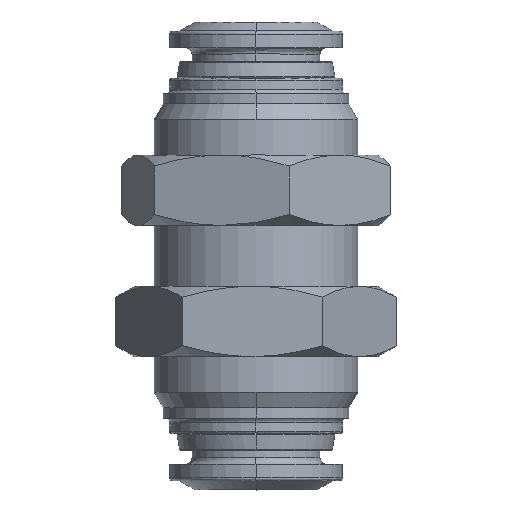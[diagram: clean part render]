
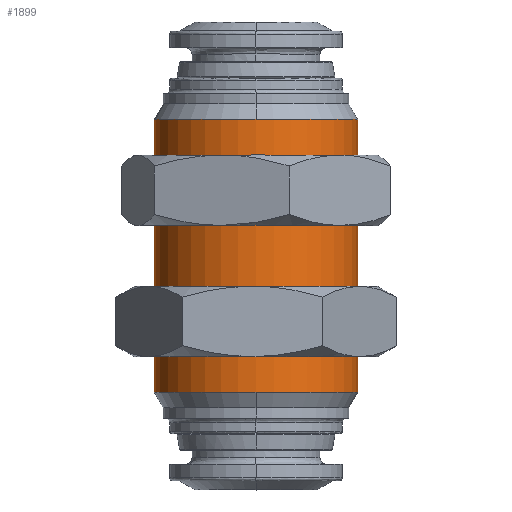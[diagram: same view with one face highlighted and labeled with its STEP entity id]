
A CAD part, top view. The second image highlights one B-rep face of the part: STEP entity #1899.
In plain terms, the highlighted cylindrical face has radius 7.95 mm (diameter 15.9 mm), a partial arc.
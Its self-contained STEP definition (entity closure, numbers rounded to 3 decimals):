
#194 = DIRECTION ( 'NONE',  ( 0., -1., 0. ) ) ;
#304 = CARTESIAN_POINT ( 'NONE',  ( 7.95, 24.538, 0. ) ) ;
#355 = CIRCLE ( 'NONE', #3880, 7.95 ) ;
#492 = CARTESIAN_POINT ( 'NONE',  ( -7.95, 24.538, 0. ) ) ;
#496 = AXIS2_PLACEMENT_3D ( 'NONE', #1078, #6628, #5665 ) ;
#810 = EDGE_CURVE ( 'NONE', #986, #3544, #1823, .T. ) ;
#879 = VERTEX_POINT ( 'NONE', #492 ) ;
#909 = ORIENTED_EDGE ( 'NONE', *, *, #1856, .T. ) ;
#986 = VERTEX_POINT ( 'NONE', #2809 ) ;
#1064 = DIRECTION ( 'NONE',  ( 0., -1., 0. ) ) ;
#1078 = CARTESIAN_POINT ( 'NONE',  ( 0., 24.538, 0. ) ) ;
#1174 = EDGE_CURVE ( 'NONE', #3544, #4548, #6258, .T. ) ;
#1205 = ORIENTED_EDGE ( 'NONE', *, *, #810, .F. ) ;
#1478 = CARTESIAN_POINT ( 'NONE',  ( 7.95, 3.212, 0. ) ) ;
#1740 = CARTESIAN_POINT ( 'NONE',  ( 0., 3.212, 0. ) ) ;
#1765 = DIRECTION ( 'NONE',  ( 1., 0., 0. ) ) ;
#1823 = CIRCLE ( 'NONE', #496, 7.95 ) ;
#1841 = VECTOR ( 'NONE', #4822, 1000. ) ;
#1856 = EDGE_CURVE ( 'NONE', #5882, #1923, #3868, .T. ) ;
#1899 = ADVANCED_FACE ( 'NONE', ( #3293 ), #3792, .T. ) ;
#1923 = VERTEX_POINT ( 'NONE', #3354 ) ;
#1973 = AXIS2_PLACEMENT_3D ( 'NONE', #6314, #6291, #6261 ) ;
#2076 = LINE ( 'NONE', #4436, #1841 ) ;
#2206 = EDGE_CURVE ( 'NONE', #879, #5882, #2076, .T. ) ;
#2258 = CIRCLE ( 'NONE', #1973, 7.95 ) ;
#2273 = DIRECTION ( 'NONE',  ( 0., 1., 0. ) ) ;
#2297 = CARTESIAN_POINT ( 'NONE',  ( 0., 24.538, 0. ) ) ;
#2299 = CARTESIAN_POINT ( 'NONE',  ( -7.95, 3.212, 0. ) ) ;
#2576 = EDGE_CURVE ( 'NONE', #879, #986, #355, .T. ) ;
#2655 = ORIENTED_EDGE ( 'NONE', *, *, #2576, .F. ) ;
#2748 = AXIS2_PLACEMENT_3D ( 'NONE', #1740, #2273, #5870 ) ;
#2809 = CARTESIAN_POINT ( 'NONE',  ( 0., 24.538, 7.95 ) ) ;
#2904 = ORIENTED_EDGE ( 'NONE', *, *, #3961, .T. ) ;
#3293 = FACE_OUTER_BOUND ( 'NONE', #5625, .T. ) ;
#3354 = CARTESIAN_POINT ( 'NONE',  ( 0., 3.212, 7.95 ) ) ;
#3515 = DIRECTION ( 'NONE',  ( 0., 0., -1. ) ) ;
#3517 = DIRECTION ( 'NONE',  ( 0., 1., 0. ) ) ;
#3537 = CARTESIAN_POINT ( 'NONE',  ( 0., 24.538, 0. ) ) ;
#3544 = VERTEX_POINT ( 'NONE', #4591 ) ;
#3792 = CYLINDRICAL_SURFACE ( 'NONE', #5161, 7.95 ) ;
#3868 = CIRCLE ( 'NONE', #2748, 7.95 ) ;
#3880 = AXIS2_PLACEMENT_3D ( 'NONE', #3537, #3517, #3515 ) ;
#3961 = EDGE_CURVE ( 'NONE', #1923, #4548, #2258, .T. ) ;
#4436 = CARTESIAN_POINT ( 'NONE',  ( -7.95, 24.538, 0. ) ) ;
#4548 = VERTEX_POINT ( 'NONE', #1478 ) ;
#4591 = CARTESIAN_POINT ( 'NONE',  ( 7.95, 24.538, 0. ) ) ;
#4822 = DIRECTION ( 'NONE',  ( 0., -1., 0. ) ) ;
#5161 = AXIS2_PLACEMENT_3D ( 'NONE', #2297, #194, #1765 ) ;
#5431 = ORIENTED_EDGE ( 'NONE', *, *, #1174, .F. ) ;
#5625 = EDGE_LOOP ( 'NONE', ( #2655, #6219, #909, #2904, #5431, #1205 ) ) ;
#5665 = DIRECTION ( 'NONE',  ( 0., 0., -1. ) ) ;
#5870 = DIRECTION ( 'NONE',  ( 0., 0., 1. ) ) ;
#5882 = VERTEX_POINT ( 'NONE', #2299 ) ;
#6219 = ORIENTED_EDGE ( 'NONE', *, *, #2206, .T. ) ;
#6258 = LINE ( 'NONE', #304, #6584 ) ;
#6261 = DIRECTION ( 'NONE',  ( 0., 0., 1. ) ) ;
#6291 = DIRECTION ( 'NONE',  ( 0., 1., 0. ) ) ;
#6314 = CARTESIAN_POINT ( 'NONE',  ( 0., 3.212, 0. ) ) ;
#6584 = VECTOR ( 'NONE', #1064, 1000. ) ;
#6628 = DIRECTION ( 'NONE',  ( 0., 1., 0. ) ) ;
